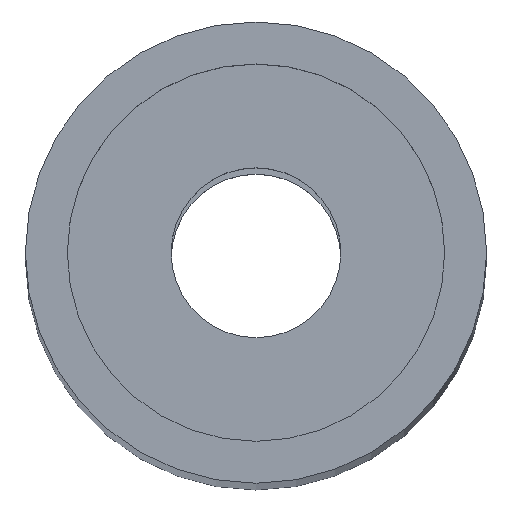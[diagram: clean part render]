
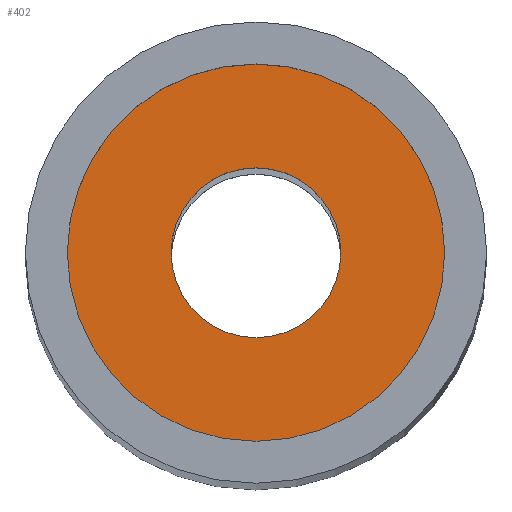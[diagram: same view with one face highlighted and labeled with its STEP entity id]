
A CAD part, top view. The second image highlights one B-rep face of the part: STEP entity #402.
In plain terms, the highlighted planar face has unit normal (0, 0, 1).
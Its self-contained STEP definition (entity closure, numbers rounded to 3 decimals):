
#13 = AXIS2_PLACEMENT_3D ( 'NONE', #503, #314, #96 ) ;
#34 = DIRECTION ( 'NONE',  ( 0., 0., 1. ) ) ;
#38 = CARTESIAN_POINT ( 'NONE',  ( 0., 0., 90.5 ) ) ;
#43 = AXIS2_PLACEMENT_3D ( 'NONE', #38, #152, #336 ) ;
#86 = CIRCLE ( 'NONE', #212, 2.025 ) ;
#89 = CARTESIAN_POINT ( 'NONE',  ( 0., 0., 90.5 ) ) ;
#96 = DIRECTION ( 'NONE',  ( 1., 0., 0. ) ) ;
#105 = CARTESIAN_POINT ( 'NONE',  ( 0., 0., 90.5 ) ) ;
#114 = CARTESIAN_POINT ( 'NONE',  ( -2.025, 0., 90.5 ) ) ;
#121 = CARTESIAN_POINT ( 'NONE',  ( -4.5, 0., 90.5 ) ) ;
#145 = CIRCLE ( 'NONE', #13, 4.5 ) ;
#152 = DIRECTION ( 'NONE',  ( 0., 0., 1. ) ) ;
#166 = ORIENTED_EDGE ( 'NONE', *, *, #504, .T. ) ;
#191 = EDGE_CURVE ( 'NONE', #250, #425, #86, .T. ) ;
#212 = AXIS2_PLACEMENT_3D ( 'NONE', #89, #265, #436 ) ;
#222 = AXIS2_PLACEMENT_3D ( 'NONE', #105, #483, #370 ) ;
#250 = VERTEX_POINT ( 'NONE', #486 ) ;
#265 = DIRECTION ( 'NONE',  ( 0., 0., 1. ) ) ;
#286 = ORIENTED_EDGE ( 'NONE', *, *, #293, .T. ) ;
#289 = FACE_OUTER_BOUND ( 'NONE', #333, .T. ) ;
#293 = EDGE_CURVE ( 'NONE', #523, #505, #145, .T. ) ;
#297 = DIRECTION ( 'NONE',  ( 1., 0., 0. ) ) ;
#309 = EDGE_LOOP ( 'NONE', ( #378, #551 ) ) ;
#314 = DIRECTION ( 'NONE',  ( 0., 0., 1. ) ) ;
#327 = EDGE_CURVE ( 'NONE', #425, #250, #497, .T. ) ;
#333 = EDGE_LOOP ( 'NONE', ( #286, #166 ) ) ;
#336 = DIRECTION ( 'NONE',  ( 1., 0., 0. ) ) ;
#370 = DIRECTION ( 'NONE',  ( 1., 0., 0. ) ) ;
#371 = FACE_BOUND ( 'NONE', #309, .T. ) ;
#378 = ORIENTED_EDGE ( 'NONE', *, *, #327, .F. ) ;
#402 = ADVANCED_FACE ( 'NONE', ( #371, #289 ), #510, .T. ) ;
#421 = CARTESIAN_POINT ( 'NONE',  ( 0., 0., 90.5 ) ) ;
#425 = VERTEX_POINT ( 'NONE', #114 ) ;
#436 = DIRECTION ( 'NONE',  ( 1., 0., 0. ) ) ;
#481 = CARTESIAN_POINT ( 'NONE',  ( 4.5, 0., 90.5 ) ) ;
#483 = DIRECTION ( 'NONE',  ( 0., 0., 1. ) ) ;
#486 = CARTESIAN_POINT ( 'NONE',  ( 2.025, 0., 90.5 ) ) ;
#497 = CIRCLE ( 'NONE', #222, 2.025 ) ;
#503 = CARTESIAN_POINT ( 'NONE',  ( 0., 0., 90.5 ) ) ;
#504 = EDGE_CURVE ( 'NONE', #505, #523, #517, .T. ) ;
#505 = VERTEX_POINT ( 'NONE', #121 ) ;
#510 = PLANE ( 'NONE',  #563 ) ;
#517 = CIRCLE ( 'NONE', #43, 4.5 ) ;
#523 = VERTEX_POINT ( 'NONE', #481 ) ;
#551 = ORIENTED_EDGE ( 'NONE', *, *, #191, .F. ) ;
#563 = AXIS2_PLACEMENT_3D ( 'NONE', #421, #34, #297 ) ;
